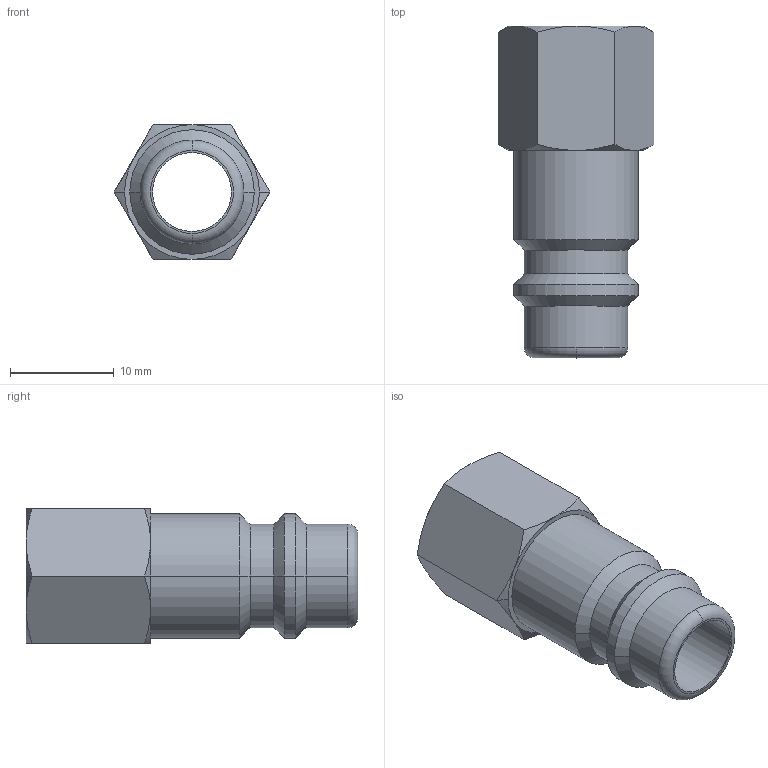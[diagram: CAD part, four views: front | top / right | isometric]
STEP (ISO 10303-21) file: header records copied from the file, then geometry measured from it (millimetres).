
FILE_DESCRIPTION(('STEP AP214'),'1');
FILE_NAME('esi_18_nis.stp','2020-03-05T09:04:46',('TraceParts'),('TraceParts S.A.'),'Spatial InterOp 3D',' ',' ');
FILE_SCHEMA(('automotive_design'));
Length unit declared in the file: millimetre
Products named in the file (1): 1
Bounding box: 15.01 x 32 x 13 mm (x, y, z)
Volume: 2113.8 mm3; surface area: 2210.7 mm2
Topology: 1 solids, 1 shells, 48 faces, 103 edges, 59 vertices
Faces by surface type: cone 24, cylinder 12, plane 10, torus 2
Entity records: 1712 total; most frequent: CARTESIAN_POINT 307, DIRECTION 226, ORIENTED_EDGE 206, EDGE_CURVE 103, AXIS2_PLACEMENT_3D 98, VERTEX_POINT 59, EDGE_LOOP 52, CIRCLE 49
